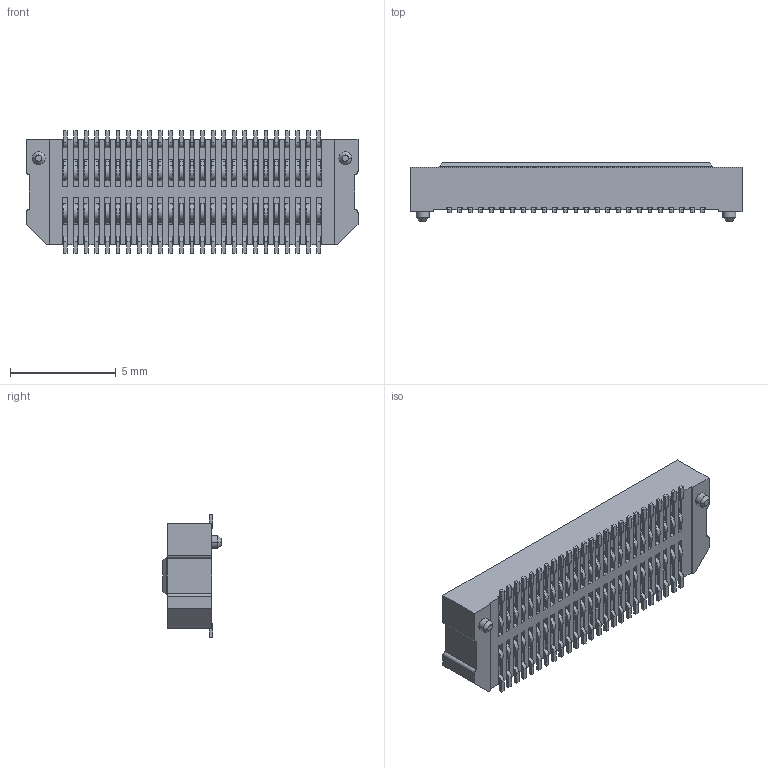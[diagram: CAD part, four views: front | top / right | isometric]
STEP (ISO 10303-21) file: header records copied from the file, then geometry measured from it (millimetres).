
FILE_DESCRIPTION((''),'2;1');
FILE_NAME('FBB05017-F_ASM','2026-01-27T17:11:01',('gongchengVV'),(''),'CREO PARAMETRIC BY PTC INC, 2020033','CREO PARAMETRIC BY PTC INC, 2020033','');
FILE_SCHEMA(('CONFIG_CONTROL_DESIGN'));
Products named in the file (1): FBB05017-F_ASM
Bounding box: 15.7 x 2.75 x 5.8 mm (x, y, z)
Volume: 121.6 mm3; surface area: 551.3 mm2
Topology: 1 solids, 1 shells, 2101 faces, 6099 edges, 3978 vertices
Faces by surface type: plane 1639, cylinder 358, extrusion 100, cone 4
Entity records: 70679 total; most frequent: CARTESIAN_POINT 14678, ORIENTED_EDGE 12198, DIRECTION 10721, EDGE_CURVE 6099, VECTOR 5279, LINE 5179, VERTEX_POINT 3978, AXIS2_PLACEMENT_3D 2721
